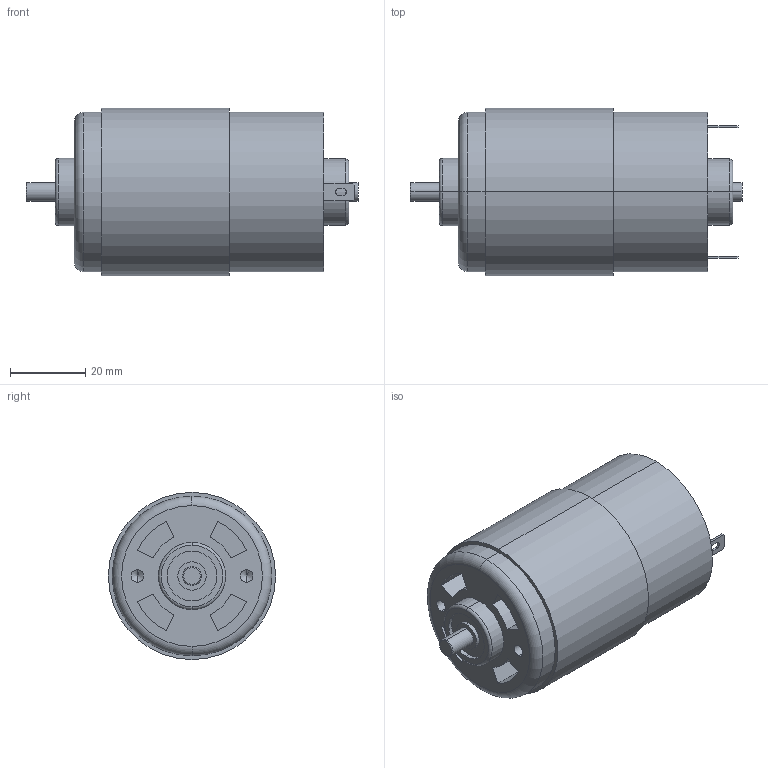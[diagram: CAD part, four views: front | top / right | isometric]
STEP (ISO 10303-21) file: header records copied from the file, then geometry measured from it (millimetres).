
FILE_DESCRIPTION (( 'STEP AP214' ), '1' );
FILE_NAME ('217-4347-STEP-20160210.STEP', '2016-02-10T19:59:30', ( '' ), ( '' ), 'SwSTEP 2.0', 'SolidWorks 2015', '' );
FILE_SCHEMA (( 'AUTOMOTIVE_DESIGN' ));
Length unit declared in the file: millimetre
Products named in the file (1): 217-4347-STEP-20160210
Bounding box: 88 x 44.3 x 44.3 mm (x, y, z)
Volume: 95770.3 mm3; surface area: 15137.4 mm2
Topology: 1 solids, 1 shells, 131 faces, 309 edges, 200 vertices
Faces by surface type: cylinder 63, plane 56, torus 8, cone 4
Entity records: 4483 total; most frequent: DIRECTION 711, CARTESIAN_POINT 637, ORIENTED_EDGE 610, EDGE_CURVE 305, AXIS2_PLACEMENT_3D 274, VERTEX_POINT 200, VECTOR 163, LINE 163
